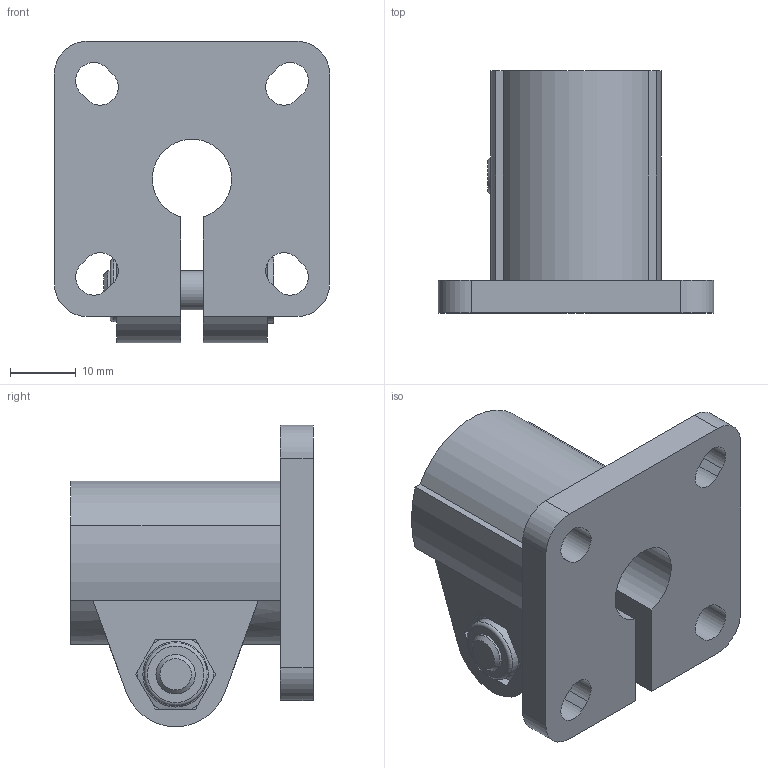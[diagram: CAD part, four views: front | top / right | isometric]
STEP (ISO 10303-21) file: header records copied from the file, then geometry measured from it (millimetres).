
FILE_DESCRIPTION( ( 'STEP AP214' ), '1' );
FILE_NAME( 'K0477.512.stp', '2020-12-08T09:53:55', ( '' ), ( '' ), ' ', 'PARTsolutions', ' ' );
FILE_SCHEMA( ( 'AUTOMOTIVE_DESIGN { 1 0 10303 214 1 1 1 1 }' ) );
Length unit declared in the file: millimetre
Products named in the file (1): _K0477.512
Bounding box: 42 x 37 x 46 mm (x, y, z)
Volume: 23663.5 mm3; surface area: 10922.7 mm2
Topology: 1 solids, 2 shells, 96 faces, 267 edges, 177 vertices
Faces by surface type: plane 56, cylinder 35, cone 3, torus 2
Full cylindrical faces by diameter (mm): 6 x2, 6.5 x2, 9 x1, 9.6 x1, 9.98 x1
Entity records: 3848 total; most frequent: CARTESIAN_POINT 575, DIRECTION 508, ORIENTED_EDGE 504, EDGE_CURVE 252, VERTEX_POINT 174, AXIS2_PLACEMENT_3D 171, LINE 166, VECTOR 166
